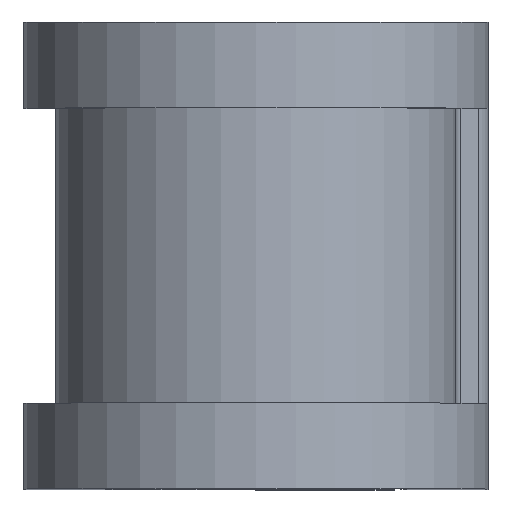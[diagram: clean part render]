
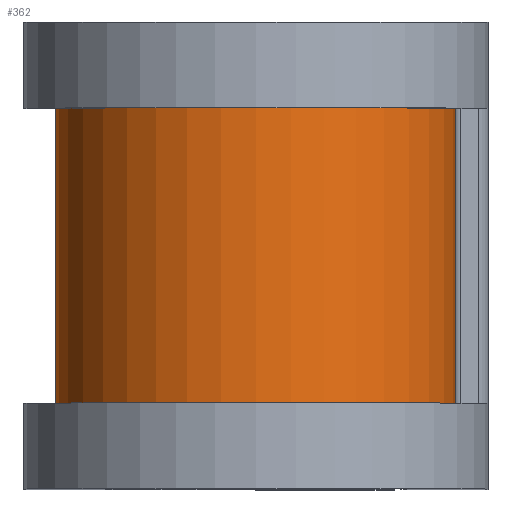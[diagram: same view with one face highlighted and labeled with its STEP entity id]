
A CAD part, top view. The second image highlights one B-rep face of the part: STEP entity #362.
In plain terms, the highlighted cylindrical face has radius 9.474 mm (diameter 18.948 mm), a partial arc.
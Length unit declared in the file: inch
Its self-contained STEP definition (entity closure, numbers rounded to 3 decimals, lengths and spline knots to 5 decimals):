
#23 = EDGE_CURVE ( 'NONE', #1052, #392, #1139, .T. ) ;
#47 = CARTESIAN_POINT ( 'NONE',  ( 0.373, -0.275, 0.562 ) ) ;
#73 = EDGE_LOOP ( 'NONE', ( #616, #951, #1394, #1246 ) ) ;
#106 = CARTESIAN_POINT ( 'NONE',  ( -0.373, 0.375, 0.562 ) ) ;
#115 = FACE_OUTER_BOUND ( 'NONE', #73, .T. ) ;
#135 = DIRECTION ( 'NONE',  ( 0., -1., 0. ) ) ;
#247 = CYLINDRICAL_SURFACE ( 'NONE', #1948, 0.373 ) ;
#295 = LINE ( 'NONE', #106, #1539 ) ;
#362 = ADVANCED_FACE ( 'NONE', ( #115 ), #247, .T. ) ;
#392 = VERTEX_POINT ( 'NONE', #1687 ) ;
#419 = AXIS2_PLACEMENT_3D ( 'NONE', #1618, #1193, #1857 ) ;
#444 = DIRECTION ( 'NONE',  ( 0., -1., 0. ) ) ;
#477 = VERTEX_POINT ( 'NONE', #2113 ) ;
#546 = DIRECTION ( 'NONE',  ( 0., 0., -1. ) ) ;
#616 = ORIENTED_EDGE ( 'NONE', *, *, #1954, .F. ) ;
#839 = EDGE_CURVE ( 'NONE', #477, #1555, #1878, .T. ) ;
#951 = ORIENTED_EDGE ( 'NONE', *, *, #839, .T. ) ;
#970 = CARTESIAN_POINT ( 'NONE',  ( -0.373, 0.275, 0.562 ) ) ;
#1052 = VERTEX_POINT ( 'NONE', #47 ) ;
#1071 = CARTESIAN_POINT ( 'NONE',  ( 0.373, 0.375, 0.562 ) ) ;
#1076 = LINE ( 'NONE', #1071, #1891 ) ;
#1108 = CARTESIAN_POINT ( 'NONE',  ( 0., 0.275, 0.562 ) ) ;
#1139 = CIRCLE ( 'NONE', #419, 0.373 ) ;
#1172 = EDGE_CURVE ( 'NONE', #1555, #392, #295, .T. ) ;
#1193 = DIRECTION ( 'NONE',  ( 0., -1., 0. ) ) ;
#1246 = ORIENTED_EDGE ( 'NONE', *, *, #23, .F. ) ;
#1265 = DIRECTION ( 'NONE',  ( 0., 0., -1. ) ) ;
#1394 = ORIENTED_EDGE ( 'NONE', *, *, #1172, .T. ) ;
#1520 = AXIS2_PLACEMENT_3D ( 'NONE', #1108, #135, #1265 ) ;
#1539 = VECTOR ( 'NONE', #444, 39.37008 ) ;
#1555 = VERTEX_POINT ( 'NONE', #970 ) ;
#1618 = CARTESIAN_POINT ( 'NONE',  ( 0., -0.275, 0.562 ) ) ;
#1672 = CARTESIAN_POINT ( 'NONE',  ( 0., 0.375, 0.562 ) ) ;
#1687 = CARTESIAN_POINT ( 'NONE',  ( -0.373, -0.275, 0.562 ) ) ;
#1848 = DIRECTION ( 'NONE',  ( 0., -1., 0. ) ) ;
#1857 = DIRECTION ( 'NONE',  ( 0., 0., -1. ) ) ;
#1878 = CIRCLE ( 'NONE', #1520, 0.373 ) ;
#1888 = DIRECTION ( 'NONE',  ( 0., -1., 0. ) ) ;
#1891 = VECTOR ( 'NONE', #1888, 39.37008 ) ;
#1948 = AXIS2_PLACEMENT_3D ( 'NONE', #1672, #1848, #546 ) ;
#1954 = EDGE_CURVE ( 'NONE', #477, #1052, #1076, .T. ) ;
#2113 = CARTESIAN_POINT ( 'NONE',  ( 0.373, 0.275, 0.562 ) ) ;
